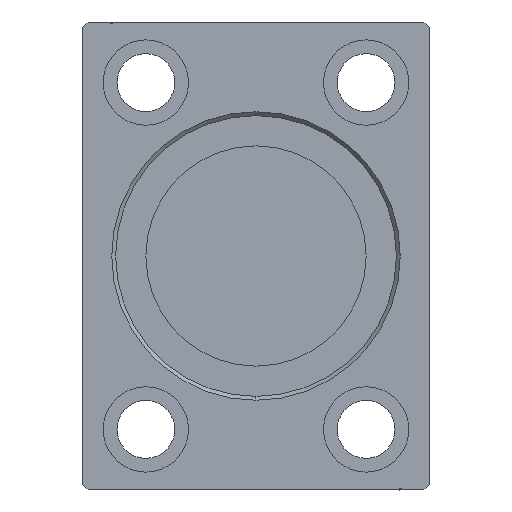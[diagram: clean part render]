
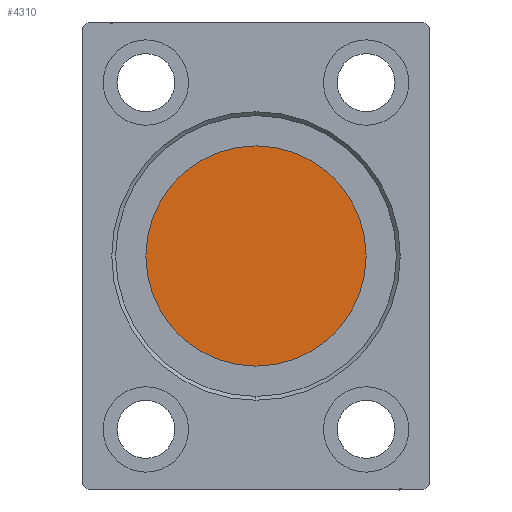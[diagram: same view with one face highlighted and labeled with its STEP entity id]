
A CAD part, left-side view. The second image highlights one B-rep face of the part: STEP entity #4310.
In plain terms, the highlighted planar face has unit normal (-1, 0, 0).
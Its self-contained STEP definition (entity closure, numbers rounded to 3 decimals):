
#992 = CARTESIAN_POINT ( 'NONE',  ( 80.7, 0., 0. ) ) ;
#3481 = AXIS2_PLACEMENT_3D ( 'NONE', #992, #11501, #21350 ) ;
#4310 = ADVANCED_FACE ( 'NONE', ( #40357 ), #24229, .T. ) ;
#5118 = CARTESIAN_POINT ( 'NONE',  ( 80.7, 0., 0. ) ) ;
#10160 = VERTEX_POINT ( 'NONE', #37205 ) ;
#11167 = AXIS2_PLACEMENT_3D ( 'NONE', #21037, #27929, #31356 ) ;
#11501 = DIRECTION ( 'NONE',  ( -1., 0., 0. ) ) ;
#11852 = EDGE_CURVE ( 'NONE', #10160, #32599, #37785, .T. ) ;
#12497 = AXIS2_PLACEMENT_3D ( 'NONE', #5118, #37347, #18209 ) ;
#18209 = DIRECTION ( 'NONE',  ( 0., 0., 1. ) ) ;
#18899 = CARTESIAN_POINT ( 'NONE',  ( 80.7, 0., -20. ) ) ;
#21037 = CARTESIAN_POINT ( 'NONE',  ( 80.7, 0., 0. ) ) ;
#21350 = DIRECTION ( 'NONE',  ( 0., 0., 1. ) ) ;
#23985 = EDGE_CURVE ( 'NONE', #32599, #10160, #33808, .T. ) ;
#24229 = PLANE ( 'NONE',  #12497 ) ;
#27929 = DIRECTION ( 'NONE',  ( -1., 0., 0. ) ) ;
#31356 = DIRECTION ( 'NONE',  ( 0., 0., 1. ) ) ;
#32599 = VERTEX_POINT ( 'NONE', #18899 ) ;
#33808 = CIRCLE ( 'NONE', #11167, 20. ) ;
#34826 = ORIENTED_EDGE ( 'NONE', *, *, #11852, .T. ) ;
#35664 = ORIENTED_EDGE ( 'NONE', *, *, #23985, .T. ) ;
#37205 = CARTESIAN_POINT ( 'NONE',  ( 80.7, 0., 20. ) ) ;
#37347 = DIRECTION ( 'NONE',  ( -1., 0., 0. ) ) ;
#37785 = CIRCLE ( 'NONE', #3481, 20. ) ;
#40357 = FACE_OUTER_BOUND ( 'NONE', #40422, .T. ) ;
#40422 = EDGE_LOOP ( 'NONE', ( #34826, #35664 ) ) ;
